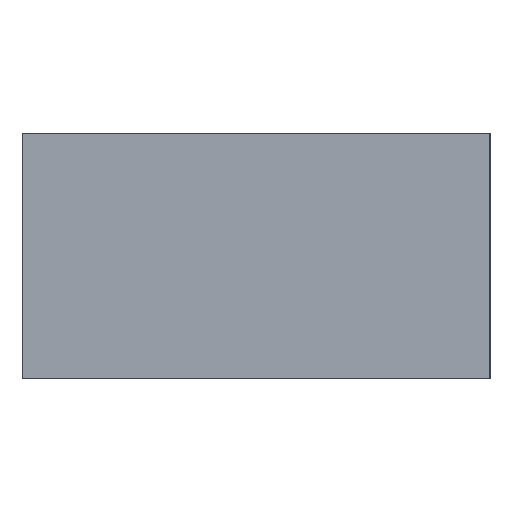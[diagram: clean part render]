
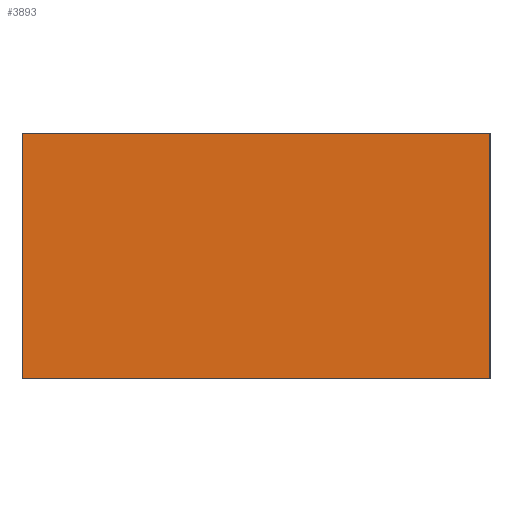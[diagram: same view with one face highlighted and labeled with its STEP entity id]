
A CAD part, left-side view. The second image highlights one B-rep face of the part: STEP entity #3893.
In plain terms, the highlighted planar face has unit normal (-1, 0, 0).
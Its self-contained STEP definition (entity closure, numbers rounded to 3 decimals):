
#159=FACE_OUTER_BOUND('',#381,.T.);
#381=EDGE_LOOP('',(#2663,#2664,#2665,#2666));
#843=LINE('',#5953,#1239);
#844=LINE('',#5955,#1240);
#845=LINE('',#5957,#1241);
#846=LINE('',#5958,#1242);
#1239=VECTOR('',#4703,10.);
#1240=VECTOR('',#4704,10.);
#1241=VECTOR('',#4705,10.);
#1242=VECTOR('',#4706,10.);
#1683=VERTEX_POINT('',#5951);
#1684=VERTEX_POINT('',#5952);
#1685=VERTEX_POINT('',#5954);
#1686=VERTEX_POINT('',#5956);
#2075=EDGE_CURVE('',#1683,#1684,#843,.T.);
#2076=EDGE_CURVE('',#1684,#1685,#844,.T.);
#2077=EDGE_CURVE('',#1685,#1686,#845,.T.);
#2078=EDGE_CURVE('',#1686,#1683,#846,.T.);
#2663=ORIENTED_EDGE('',*,*,#2075,.T.);
#2664=ORIENTED_EDGE('',*,*,#2076,.T.);
#2665=ORIENTED_EDGE('',*,*,#2077,.T.);
#2666=ORIENTED_EDGE('',*,*,#2078,.T.);
#3767=PLANE('',#4165);
#3893=ADVANCED_FACE('',(#159),#3767,.T.);
#4165=AXIS2_PLACEMENT_3D('',#5950,#4701,#4702);
#4701=DIRECTION('center_axis',(-1.,0.,0.));
#4702=DIRECTION('ref_axis',(0.,0.,1.));
#4703=DIRECTION('',(0.,-1.,0.));
#4704=DIRECTION('',(0.,0.,1.));
#4705=DIRECTION('',(0.,1.,0.));
#4706=DIRECTION('',(0.,0.,-1.));
#5950=CARTESIAN_POINT('Origin',(-32.,20.,0.));
#5951=CARTESIAN_POINT('',(-32.,20.,0.));
#5952=CARTESIAN_POINT('',(-32.,-20.,0.));
#5953=CARTESIAN_POINT('',(-32.,-20.,0.));
#5954=CARTESIAN_POINT('',(-32.,-20.,21.));
#5955=CARTESIAN_POINT('',(-32.,-20.,0.));
#5956=CARTESIAN_POINT('',(-32.,20.,21.));
#5957=CARTESIAN_POINT('',(-32.,-20.,21.));
#5958=CARTESIAN_POINT('',(-32.,20.,0.));
